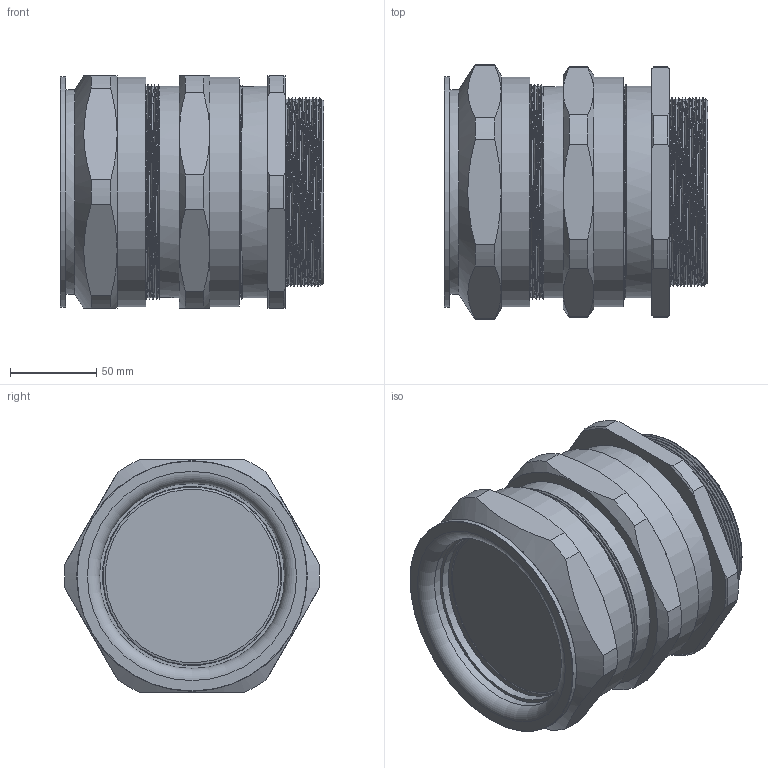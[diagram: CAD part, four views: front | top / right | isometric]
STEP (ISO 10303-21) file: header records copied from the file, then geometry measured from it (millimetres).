
FILE_DESCRIPTION(/* description */ ('ADE-4F M110x2,0 Gr. 17'),/* implementation_level */ '2;1');
FILE_NAME(/* name */ '00847794V1-RST.stp',/* time_stamp */ '2022-08-22T11:45:21+02:00',/* author */ ('sl'),/* organization */ (''),/* preprocessor_version */ 'ST-DEVELOPER v16.5',/* originating_system */ 'Autodesk Inventor 2017',/* authorisation */ '');
FILE_SCHEMA (('AUTOMOTIVE_DESIGN { 1 0 10303 214 3 1 1 }'));
Length unit declared in the file: millimetre
Products named in the file (9): 00847794V1; 00847794V1_1; 00847794V1_2; 00847794V1_3; 00847794V1_4; 00847794V1_5; 00847794V1_6; 00847794V1_7; 00847794V1_8
Assembly tree (8 placements, depth 2):
  00847794V1
    00847794V1_1
    00847794V1_2
    00847794V1_3
    00847794V1_4
    00847794V1_5
    00847794V1_6
    00847794V1_7
    00847794V1_8
Bounding box: 153.02 x 148.13 x 135 mm (x, y, z)
Volume: 749412.1 mm3; surface area: 328052 mm2
Topology: 10 solids, 10 shells, 262 faces, 599 edges, 381 vertices
Faces by surface type: cylinder 116, plane 67, cone 49, torus 20, bspline 10
Full cylindrical faces by diameter (mm): 90.5 x1, 92.07 x1, 93.18 x1, 94 x1, 94.68 x1, 97.6 x1, 98.18 x1, 98.73 x1, 101.15 x1, 102.74 x1, 103.39 x1, 104.05 x1, 104.17 x1, 105.17 x1, 106.3 x1, 106.39 x1, 106.74 x2, 107.5 x1, 107.6 x1, 109.78 x10, 110.35 x1, 110.39 x1, 110.48 x1, 110.53 x1, 111.5 x1, 111.9 x1, 112.56 x1, 117.09 x1, 118.95 x1, 121.49 x2
Entity records: 15638 total; most frequent: CARTESIAN_POINT 11389, DIRECTION 870, ORIENTED_EDGE 704, AXIS2_PLACEMENT_3D 411, EDGE_CURVE 350, EDGE_LOOP 326, VERTEX_POINT 264, FACE_OUTER_BOUND 208
